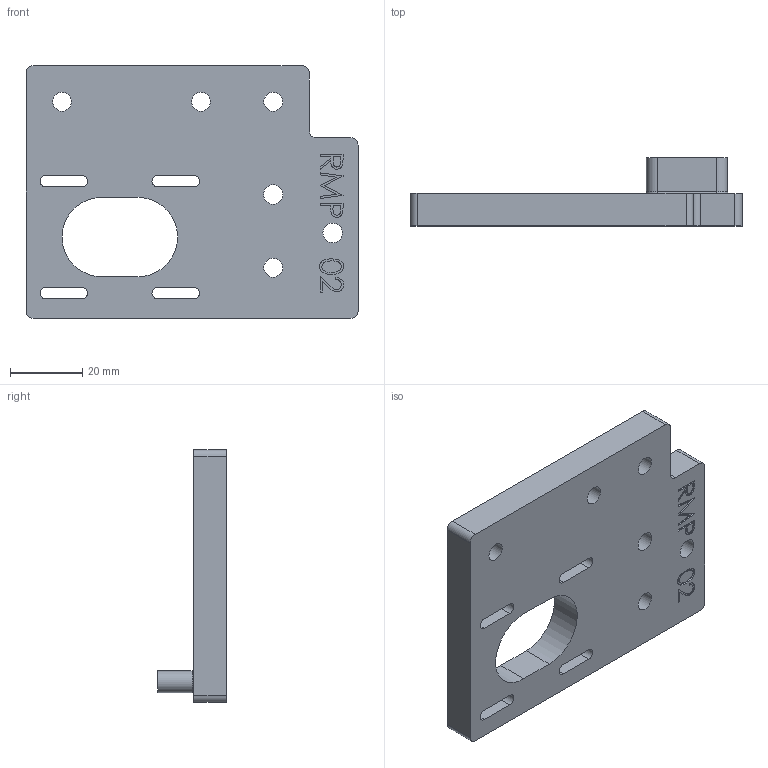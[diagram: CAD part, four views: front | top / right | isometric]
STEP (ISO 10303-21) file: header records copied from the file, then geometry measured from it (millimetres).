
FILE_DESCRIPTION(/* description */ (''),/* implementation_level */ '2;1');
FILE_NAME(/* name */ 'motor_corner_bracket_Right Motor Corner Bracket.stp',/* time_stamp */ '2024-05-23T00:06:09-07:00',/* author */ ('Micha'),/* organization */ (''),/* preprocessor_version */ 'ST-DEVELOPER v20',/* originating_system */ 'Autodesk Inventor 2024',/* authorisation */ '');
FILE_SCHEMA (('AUTOMOTIVE_DESIGN { 1 0 10303 214 3 1 1 }'));
Length unit declared in the file: millimetre
Products named in the file (1): motor_corner_bracket_Right Motor Corner Bracket
Bounding box: 92 x 19 x 70 mm (x, y, z)
Volume: 47703.8 mm3; surface area: 17138.1 mm2
Topology: 1 solids, 1 shells, 155 faces, 398 edges, 264 vertices
Faces by surface type: plane 85, cylinder 40, bspline 26, cone 2, torus 2
Full cylindrical faces by diameter (mm): 2.7 x2, 5.2 x4, 5.4 x2, 9.5 x4
Entity records: 6489 total; most frequent: CARTESIAN_POINT 2716, ORIENTED_EDGE 796, DIRECTION 692, EDGE_CURVE 398, VERTEX_POINT 264, LINE 260, VECTOR 260, AXIS2_PLACEMENT_3D 216
